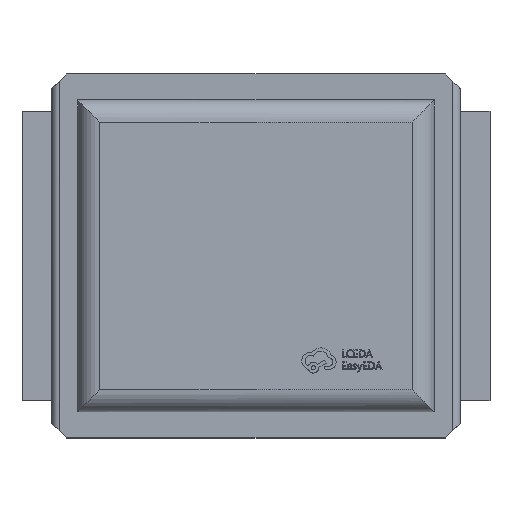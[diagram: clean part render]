
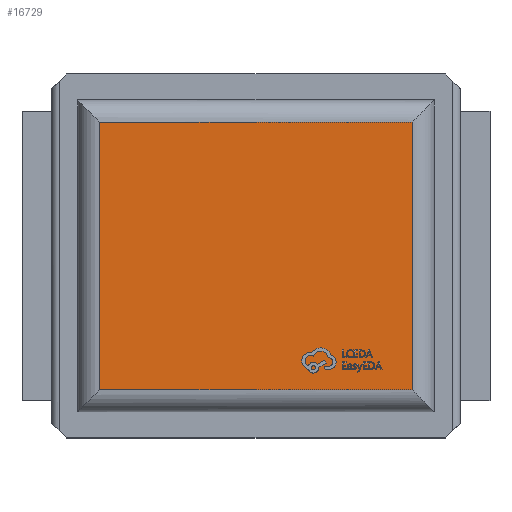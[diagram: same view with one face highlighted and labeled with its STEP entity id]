
A CAD part, top view. The second image highlights one B-rep face of the part: STEP entity #16729.
In plain terms, the highlighted planar face has unit normal (0, 0, 1).
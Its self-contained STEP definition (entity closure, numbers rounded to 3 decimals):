
#16729 = ADVANCED_FACE('',(#16730),#16744,.T.);
#16730 = FACE_BOUND('',#16731,.T.);
#16731 = EDGE_LOOP('',(#16732,#16767,#16795,#16823));
#16732 = ORIENTED_EDGE('',*,*,#16733,.T.);
#16733 = EDGE_CURVE('',#16734,#16736,#16738,.T.);
#16734 = VERTEX_POINT('',#16735);
#16735 = CARTESIAN_POINT('',(-2.1,1.8,0.74));
#16736 = VERTEX_POINT('',#16737);
#16737 = CARTESIAN_POINT('',(-2.1,-1.8,0.74));
#16738 = SURFACE_CURVE('',#16739,(#16743,#16755),.PCURVE_S1.);
#16739 = LINE('',#16740,#16741);
#16740 = CARTESIAN_POINT('',(-2.1,-2.1,0.74));
#16741 = VECTOR('',#16742,1.);
#16742 = DIRECTION('',(0.,-1.,0.));
#16743 = PCURVE('',#16744,#16749);
#16744 = PLANE('',#16745);
#16745 = AXIS2_PLACEMENT_3D('',#16746,#16747,#16748);
#16746 = CARTESIAN_POINT('',(0.,0.,0.74));
#16747 = DIRECTION('',(0.,0.,1.));
#16748 = DIRECTION('',(1.,0.,-0.));
#16749 = DEFINITIONAL_REPRESENTATION('',(#16750),#16754);
#16750 = LINE('',#16751,#16752);
#16751 = CARTESIAN_POINT('',(-2.1,-2.1));
#16752 = VECTOR('',#16753,1.);
#16753 = DIRECTION('',(0.,-1.));
#16754 = ( GEOMETRIC_REPRESENTATION_CONTEXT(2) 
PARAMETRIC_REPRESENTATION_CONTEXT() REPRESENTATION_CONTEXT('2D SPACE',''
  ) );
#16755 = PCURVE('',#16756,#16761);
#16756 = CYLINDRICAL_SURFACE('',#16757,0.3);
#16757 = AXIS2_PLACEMENT_3D('',#16758,#16759,#16760);
#16758 = CARTESIAN_POINT('',(-2.1,0.,0.44));
#16759 = DIRECTION('',(0.,1.,0.));
#16760 = DIRECTION('',(0.,-0.,1.));
#16761 = DEFINITIONAL_REPRESENTATION('',(#16762),#16766);
#16762 = LINE('',#16763,#16764);
#16763 = CARTESIAN_POINT('',(6.283,-2.1));
#16764 = VECTOR('',#16765,1.);
#16765 = DIRECTION('',(0.,-1.));
#16766 = ( GEOMETRIC_REPRESENTATION_CONTEXT(2) 
PARAMETRIC_REPRESENTATION_CONTEXT() REPRESENTATION_CONTEXT('2D SPACE',''
  ) );
#16767 = ORIENTED_EDGE('',*,*,#16768,.T.);
#16768 = EDGE_CURVE('',#16736,#16769,#16771,.T.);
#16769 = VERTEX_POINT('',#16770);
#16770 = CARTESIAN_POINT('',(2.1,-1.8,0.74));
#16771 = SURFACE_CURVE('',#16772,(#16776,#16783),.PCURVE_S1.);
#16772 = LINE('',#16773,#16774);
#16773 = CARTESIAN_POINT('',(2.4,-1.8,0.74));
#16774 = VECTOR('',#16775,1.);
#16775 = DIRECTION('',(1.,0.,0.));
#16776 = PCURVE('',#16744,#16777);
#16777 = DEFINITIONAL_REPRESENTATION('',(#16778),#16782);
#16778 = LINE('',#16779,#16780);
#16779 = CARTESIAN_POINT('',(2.4,-1.8));
#16780 = VECTOR('',#16781,1.);
#16781 = DIRECTION('',(1.,0.));
#16782 = ( GEOMETRIC_REPRESENTATION_CONTEXT(2) 
PARAMETRIC_REPRESENTATION_CONTEXT() REPRESENTATION_CONTEXT('2D SPACE',''
  ) );
#16783 = PCURVE('',#16784,#16789);
#16784 = CYLINDRICAL_SURFACE('',#16785,0.3);
#16785 = AXIS2_PLACEMENT_3D('',#16786,#16787,#16788);
#16786 = CARTESIAN_POINT('',(0.,-1.8,0.44));
#16787 = DIRECTION('',(-1.,0.,0.));
#16788 = DIRECTION('',(0.,0.,1.));
#16789 = DEFINITIONAL_REPRESENTATION('',(#16790),#16794);
#16790 = LINE('',#16791,#16792);
#16791 = CARTESIAN_POINT('',(6.283,-2.4));
#16792 = VECTOR('',#16793,1.);
#16793 = DIRECTION('',(0.,-1.));
#16794 = ( GEOMETRIC_REPRESENTATION_CONTEXT(2) 
PARAMETRIC_REPRESENTATION_CONTEXT() REPRESENTATION_CONTEXT('2D SPACE',''
  ) );
#16795 = ORIENTED_EDGE('',*,*,#16796,.T.);
#16796 = EDGE_CURVE('',#16769,#16797,#16799,.T.);
#16797 = VERTEX_POINT('',#16798);
#16798 = CARTESIAN_POINT('',(2.1,1.8,0.74));
#16799 = SURFACE_CURVE('',#16800,(#16804,#16811),.PCURVE_S1.);
#16800 = LINE('',#16801,#16802);
#16801 = CARTESIAN_POINT('',(2.1,2.1,0.74));
#16802 = VECTOR('',#16803,1.);
#16803 = DIRECTION('',(0.,1.,0.));
#16804 = PCURVE('',#16744,#16805);
#16805 = DEFINITIONAL_REPRESENTATION('',(#16806),#16810);
#16806 = LINE('',#16807,#16808);
#16807 = CARTESIAN_POINT('',(2.1,2.1));
#16808 = VECTOR('',#16809,1.);
#16809 = DIRECTION('',(0.,1.));
#16810 = ( GEOMETRIC_REPRESENTATION_CONTEXT(2) 
PARAMETRIC_REPRESENTATION_CONTEXT() REPRESENTATION_CONTEXT('2D SPACE',''
  ) );
#16811 = PCURVE('',#16812,#16817);
#16812 = CYLINDRICAL_SURFACE('',#16813,0.3);
#16813 = AXIS2_PLACEMENT_3D('',#16814,#16815,#16816);
#16814 = CARTESIAN_POINT('',(2.1,0.,0.44));
#16815 = DIRECTION('',(0.,-1.,0.));
#16816 = DIRECTION('',(0.,0.,-1.));
#16817 = DEFINITIONAL_REPRESENTATION('',(#16818),#16822);
#16818 = LINE('',#16819,#16820);
#16819 = CARTESIAN_POINT('',(3.142,-2.1));
#16820 = VECTOR('',#16821,1.);
#16821 = DIRECTION('',(0.,-1.));
#16822 = ( GEOMETRIC_REPRESENTATION_CONTEXT(2) 
PARAMETRIC_REPRESENTATION_CONTEXT() REPRESENTATION_CONTEXT('2D SPACE',''
  ) );
#16823 = ORIENTED_EDGE('',*,*,#16824,.T.);
#16824 = EDGE_CURVE('',#16797,#16734,#16825,.T.);
#16825 = SURFACE_CURVE('',#16826,(#16830,#16837),.PCURVE_S1.);
#16826 = LINE('',#16827,#16828);
#16827 = CARTESIAN_POINT('',(-2.4,1.8,0.74));
#16828 = VECTOR('',#16829,1.);
#16829 = DIRECTION('',(-1.,0.,0.));
#16830 = PCURVE('',#16744,#16831);
#16831 = DEFINITIONAL_REPRESENTATION('',(#16832),#16836);
#16832 = LINE('',#16833,#16834);
#16833 = CARTESIAN_POINT('',(-2.4,1.8));
#16834 = VECTOR('',#16835,1.);
#16835 = DIRECTION('',(-1.,0.));
#16836 = ( GEOMETRIC_REPRESENTATION_CONTEXT(2) 
PARAMETRIC_REPRESENTATION_CONTEXT() REPRESENTATION_CONTEXT('2D SPACE',''
  ) );
#16837 = PCURVE('',#16838,#16843);
#16838 = CYLINDRICAL_SURFACE('',#16839,0.3);
#16839 = AXIS2_PLACEMENT_3D('',#16840,#16841,#16842);
#16840 = CARTESIAN_POINT('',(0.,1.8,0.44));
#16841 = DIRECTION('',(1.,0.,0.));
#16842 = DIRECTION('',(0.,0.,-1.));
#16843 = DEFINITIONAL_REPRESENTATION('',(#16844),#16848);
#16844 = LINE('',#16845,#16846);
#16845 = CARTESIAN_POINT('',(3.142,-2.4));
#16846 = VECTOR('',#16847,1.);
#16847 = DIRECTION('',(0.,-1.));
#16848 = ( GEOMETRIC_REPRESENTATION_CONTEXT(2) 
PARAMETRIC_REPRESENTATION_CONTEXT() REPRESENTATION_CONTEXT('2D SPACE',''
  ) );
